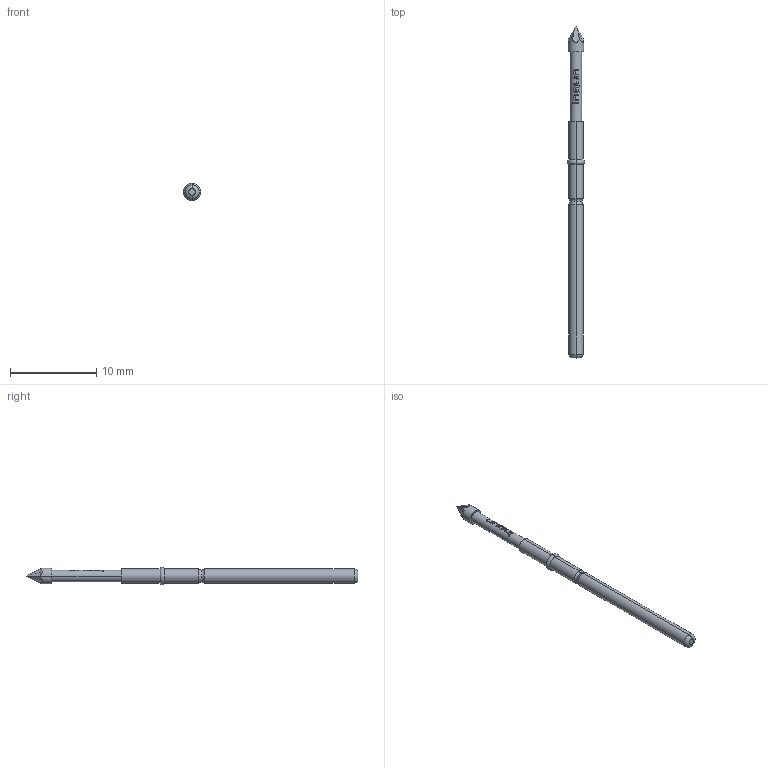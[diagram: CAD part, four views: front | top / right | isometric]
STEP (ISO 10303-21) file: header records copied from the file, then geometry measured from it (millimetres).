
FILE_DESCRIPTION (( 'STEP AP203' ), '1' );
FILE_NAME ('INGUN_GKS-422_217_180_A_xx05.STEP', '2022-01-28T09:57:11', ( 'ochi' ), ( '' ), 'SwSTEP 2.0', 'SolidWorks 2018', '' );
FILE_SCHEMA (( 'CONFIG_CONTROL_DESIGN' ));
Length unit declared in the file: millimetre
Products named in the file (1): INGUN_GKS-422_217_180_A_xx05
Bounding box: 2 x 38.4 x 2 mm (x, y, z)
Volume: 74 mm3; surface area: 192.5 mm2
Topology: 1 solids, 1 shells, 101 faces, 250 edges, 159 vertices
Faces by surface type: plane 55, bspline 22, cylinder 16, torus 8
Entity records: 3329 total; most frequent: CARTESIAN_POINT 1067, ORIENTED_EDGE 500, DIRECTION 382, EDGE_CURVE 250, VERTEX_POINT 159, AXIS2_PLACEMENT_3D 150, EDGE_LOOP 109, ADVANCED_FACE 101
